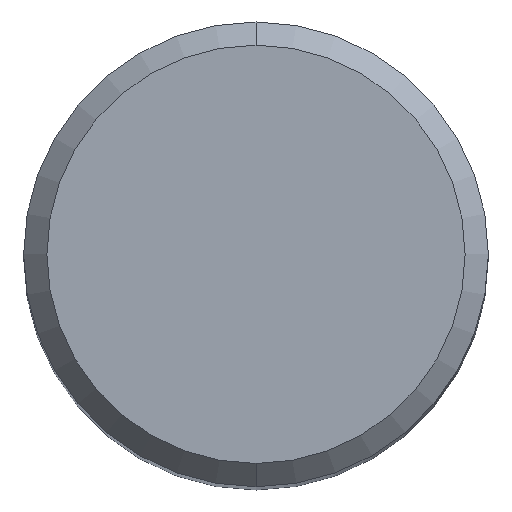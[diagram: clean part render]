
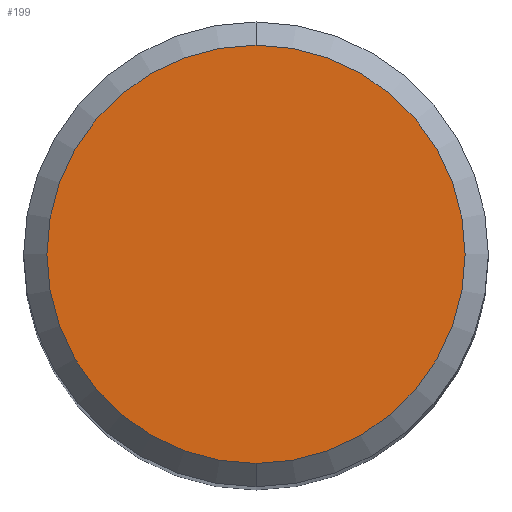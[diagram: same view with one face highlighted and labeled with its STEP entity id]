
A CAD part, top view. The second image highlights one B-rep face of the part: STEP entity #199.
In plain terms, the highlighted planar face has unit normal (0, 0, 1).
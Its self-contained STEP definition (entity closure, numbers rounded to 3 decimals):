
#97=VERTEX_POINT('',#234);
#143=VERTEX_POINT('',#283);
#171=EDGE_CURVE('',#97,#143,#314,.T.);
#195=EDGE_CURVE('',#143,#97,#342,.T.);
#199=ADVANCED_FACE('',(#347),#348,.T.);
#234=CARTESIAN_POINT('',(0.0,4.5,0.0));
#283=CARTESIAN_POINT('',(0.,-4.5,0.0));
#314=CIRCLE('',#484,4.5);
#342=CIRCLE('',#519,4.5);
#347=FACE_OUTER_BOUND('',#524,.T.);
#348=PLANE('',#525);
#484=AXIS2_PLACEMENT_3D('',#634,#635,#636);
#519=AXIS2_PLACEMENT_3D('',#675,#676,#677);
#524=EDGE_LOOP('',(#687,#688));
#525=AXIS2_PLACEMENT_3D('',#689,#690,#691);
#634=CARTESIAN_POINT('',(0.0,0.0,0.0));
#635=DIRECTION('',(0.0,0.0,-1.0));
#636=DIRECTION('',(0.0,1.0,0.0));
#675=CARTESIAN_POINT('',(0.0,0.0,0.0));
#676=DIRECTION('',(0.0,0.0,-1.0));
#677=DIRECTION('',(0.0,1.0,0.0));
#687=ORIENTED_EDGE('',*,*,#171,.F.);
#688=ORIENTED_EDGE('',*,*,#195,.F.);
#689=CARTESIAN_POINT('',(0.0,2.25,0.0));
#690=DIRECTION('',(-0.0,0.0,1.0));
#691=DIRECTION('',(0.0,-1.0,0.0));
